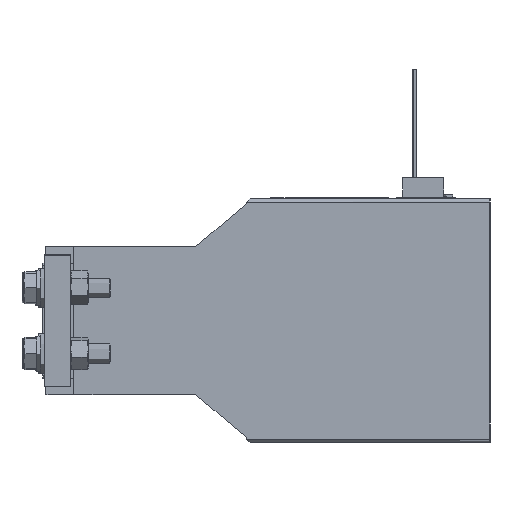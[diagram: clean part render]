
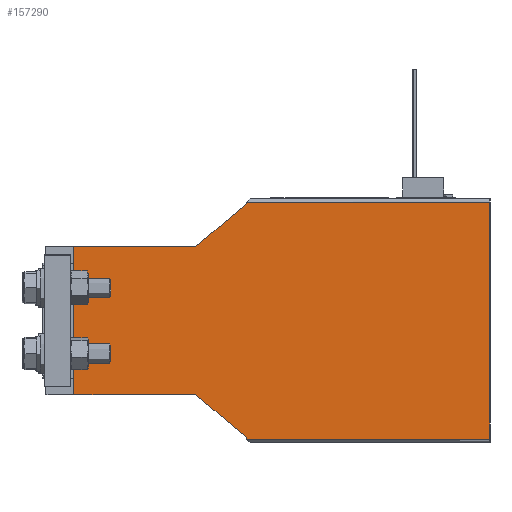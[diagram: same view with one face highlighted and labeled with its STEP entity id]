
A CAD part, left-side view. The second image highlights one B-rep face of the part: STEP entity #157290.
In plain terms, the highlighted planar face has unit normal (-1, 0, 0).
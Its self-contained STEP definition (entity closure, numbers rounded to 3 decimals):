
#696 = ORIENTED_EDGE ( 'NONE', *, *, #136361, .F. ) ;
#851 = CARTESIAN_POINT ( 'NONE',  ( -131., 148., -71.867 ) ) ;
#1100 = CARTESIAN_POINT ( 'NONE',  ( -131., 148., -71. ) ) ;
#4766 = CARTESIAN_POINT ( 'NONE',  ( -131., 148., -71. ) ) ;
#6169 = ORIENTED_EDGE ( 'NONE', *, *, #32162, .F. ) ;
#10680 = AXIS2_PLACEMENT_3D ( 'NONE', #73239, #174837, #87863 ) ;
#11526 = CARTESIAN_POINT ( 'NONE',  ( -131., 145.867, 71.867 ) ) ;
#18143 = DIRECTION ( 'NONE',  ( 1., 0., 0. ) ) ;
#19629 = CARTESIAN_POINT ( 'NONE',  ( -131., 148., 71.867 ) ) ;
#20976 = LINE ( 'NONE', #71256, #132271 ) ;
#22816 = VECTOR ( 'NONE', #72341, 1000. ) ;
#22887 = CARTESIAN_POINT ( 'NONE',  ( -131., 270., 45. ) ) ;
#26179 = DIRECTION ( 'NONE',  ( 0., 0., 1. ) ) ;
#29646 = ORIENTED_EDGE ( 'NONE', *, *, #123556, .F. ) ;
#31124 = DIRECTION ( 'NONE',  ( 0., 0.766, 0.643 ) ) ;
#32162 = EDGE_CURVE ( 'NONE', #129551, #174001, #131494, .T. ) ;
#32479 = CARTESIAN_POINT ( 'NONE',  ( -131., 253., 71.867 ) ) ;
#35316 = CIRCLE ( 'NONE', #155147, 2.133 ) ;
#41149 = LINE ( 'NONE', #187595, #152483 ) ;
#42695 = VERTEX_POINT ( 'NONE', #70739 ) ;
#45011 = ORIENTED_EDGE ( 'NONE', *, *, #120073, .F. ) ;
#47614 = CARTESIAN_POINT ( 'NONE',  ( -131., 178.986, -45. ) ) ;
#50654 = LINE ( 'NONE', #72071, #166618 ) ;
#59138 = LINE ( 'NONE', #22887, #136401 ) ;
#65453 = VERTEX_POINT ( 'NONE', #146590 ) ;
#67579 = CARTESIAN_POINT ( 'NONE',  ( -131., 0., 74. ) ) ;
#70739 = CARTESIAN_POINT ( 'NONE',  ( -131., 148., 71.867 ) ) ;
#71256 = CARTESIAN_POINT ( 'NONE',  ( -131., 148., 71. ) ) ;
#72071 = CARTESIAN_POINT ( 'NONE',  ( -131., 169., -72. ) ) ;
#72126 = ORIENTED_EDGE ( 'NONE', *, *, #177264, .T. ) ;
#72341 = DIRECTION ( 'NONE',  ( 0., 0., 1. ) ) ;
#73239 = CARTESIAN_POINT ( 'NONE',  ( -131., 145.867, 71.867 ) ) ;
#76625 = EDGE_CURVE ( 'NONE', #42695, #154540, #163951, .T. ) ;
#77520 = VERTEX_POINT ( 'NONE', #851 ) ;
#79219 = ORIENTED_EDGE ( 'NONE', *, *, #141929, .F. ) ;
#87863 = DIRECTION ( 'NONE',  ( 0., 0., 1. ) ) ;
#92054 = CARTESIAN_POINT ( 'NONE',  ( -131., 253., 45. ) ) ;
#94143 = LINE ( 'NONE', #32479, #166833 ) ;
#96691 = ORIENTED_EDGE ( 'NONE', *, *, #76625, .F. ) ;
#97118 = ORIENTED_EDGE ( 'NONE', *, *, #111659, .F. ) ;
#97769 = DIRECTION ( 'NONE',  ( 0., -1., 0. ) ) ;
#100593 = DIRECTION ( 'NONE',  ( 0., -1., 0. ) ) ;
#103286 = EDGE_CURVE ( 'NONE', #122648, #174403, #94143, .T. ) ;
#103317 = ORIENTED_EDGE ( 'NONE', *, *, #162311, .F. ) ;
#104393 = CARTESIAN_POINT ( 'NONE',  ( -131., 147.996, -72. ) ) ;
#105131 = CARTESIAN_POINT ( 'NONE',  ( -131., 145.867, -71.867 ) ) ;
#107274 = DIRECTION ( 'NONE',  ( 0., 0., 1. ) ) ;
#107851 = VECTOR ( 'NONE', #107274, 1000. ) ;
#107948 = ORIENTED_EDGE ( 'NONE', *, *, #136224, .F. ) ;
#111226 = AXIS2_PLACEMENT_3D ( 'NONE', #11526, #113170, #26179 ) ;
#111659 = EDGE_CURVE ( 'NONE', #142586, #65453, #172718, .T. ) ;
#113170 = DIRECTION ( 'NONE',  ( 1., 0., 0. ) ) ;
#114222 = DIRECTION ( 'NONE',  ( 0., 1., 0. ) ) ;
#114747 = CARTESIAN_POINT ( 'NONE',  ( -131., 253., -45. ) ) ;
#115011 = DIRECTION ( 'NONE',  ( 0., -0.766, 0.643 ) ) ;
#115934 = EDGE_CURVE ( 'NONE', #155932, #122793, #20976, .T. ) ;
#119709 = DIRECTION ( 'NONE',  ( 0., 0., -1. ) ) ;
#120073 = EDGE_CURVE ( 'NONE', #162504, #77520, #35316, .T. ) ;
#122648 = VERTEX_POINT ( 'NONE', #92054 ) ;
#122793 = VERTEX_POINT ( 'NONE', #168760 ) ;
#123556 = EDGE_CURVE ( 'NONE', #122793, #42695, #146510, .T. ) ;
#124570 = VECTOR ( 'NONE', #114222, 1000. ) ;
#126932 = VECTOR ( 'NONE', #31124, 1000. ) ;
#129551 = VERTEX_POINT ( 'NONE', #4766 ) ;
#130918 = PLANE ( 'NONE',  #10680 ) ;
#131494 = LINE ( 'NONE', #1100, #126932 ) ;
#132271 = VECTOR ( 'NONE', #115011, 1000. ) ;
#136224 = EDGE_CURVE ( 'NONE', #122648, #155932, #59138, .T. ) ;
#136361 = EDGE_CURVE ( 'NONE', #77520, #129551, #138606, .T. ) ;
#136401 = VECTOR ( 'NONE', #97769, 1000. ) ;
#138532 = VECTOR ( 'NONE', #169270, 1000. ) ;
#138606 = LINE ( 'NONE', #187853, #22816 ) ;
#141929 = EDGE_CURVE ( 'NONE', #174001, #174403, #163324, .T. ) ;
#142586 = VERTEX_POINT ( 'NONE', #165449 ) ;
#146064 = CARTESIAN_POINT ( 'NONE',  ( -131., 270., -45. ) ) ;
#146510 = LINE ( 'NONE', #19629, #107851 ) ;
#146590 = CARTESIAN_POINT ( 'NONE',  ( -131., 0., -72. ) ) ;
#151072 = EDGE_LOOP ( 'NONE', ( #72126, #97118, #103317, #96691, #29646, #161584, #107948, #185443, #79219, #6169, #696, #45011 ) ) ;
#152483 = VECTOR ( 'NONE', #100593, 1000. ) ;
#154510 = CARTESIAN_POINT ( 'NONE',  ( -131., 178.986, 45. ) ) ;
#154540 = VERTEX_POINT ( 'NONE', #171701 ) ;
#155147 = AXIS2_PLACEMENT_3D ( 'NONE', #105131, #18143, #119709 ) ;
#155932 = VERTEX_POINT ( 'NONE', #154510 ) ;
#157290 = ADVANCED_FACE ( 'NONE', ( #161051 ), #130918, .T. ) ;
#161051 = FACE_OUTER_BOUND ( 'NONE', #151072, .T. ) ;
#161584 = ORIENTED_EDGE ( 'NONE', *, *, #115934, .F. ) ;
#162311 = EDGE_CURVE ( 'NONE', #154540, #142586, #41149, .T. ) ;
#162504 = VERTEX_POINT ( 'NONE', #104393 ) ;
#163324 = LINE ( 'NONE', #146064, #124570 ) ;
#163951 = CIRCLE ( 'NONE', #111226, 2.133 ) ;
#165449 = CARTESIAN_POINT ( 'NONE',  ( -131., 0., 72. ) ) ;
#166618 = VECTOR ( 'NONE', #173681, 1000. ) ;
#166833 = VECTOR ( 'NONE', #177261, 1000. ) ;
#168760 = CARTESIAN_POINT ( 'NONE',  ( -131., 148., 71. ) ) ;
#169270 = DIRECTION ( 'NONE',  ( 0., 0., -1. ) ) ;
#171701 = CARTESIAN_POINT ( 'NONE',  ( -131., 147.996, 72. ) ) ;
#172718 = LINE ( 'NONE', #67579, #138532 ) ;
#173681 = DIRECTION ( 'NONE',  ( 0., -1., 0. ) ) ;
#174001 = VERTEX_POINT ( 'NONE', #47614 ) ;
#174403 = VERTEX_POINT ( 'NONE', #114747 ) ;
#174837 = DIRECTION ( 'NONE',  ( -1., 0., 0. ) ) ;
#177261 = DIRECTION ( 'NONE',  ( 0., 0., -1. ) ) ;
#177264 = EDGE_CURVE ( 'NONE', #162504, #65453, #50654, .T. ) ;
#185443 = ORIENTED_EDGE ( 'NONE', *, *, #103286, .T. ) ;
#187595 = CARTESIAN_POINT ( 'NONE',  ( -131., 169., 72. ) ) ;
#187853 = CARTESIAN_POINT ( 'NONE',  ( -131., 148., -71.867 ) ) ;
